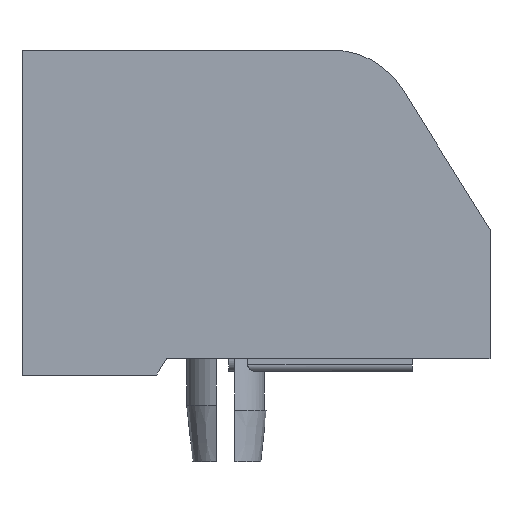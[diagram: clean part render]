
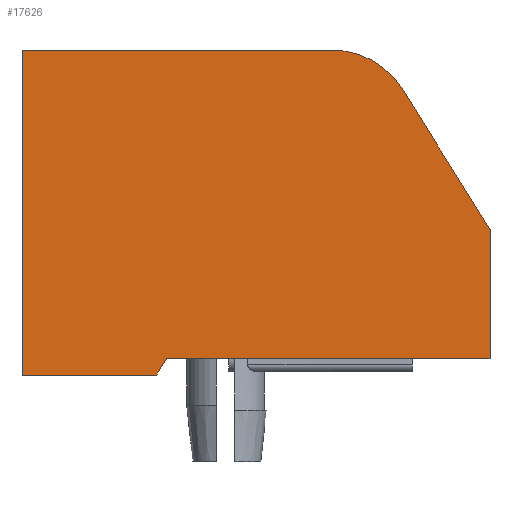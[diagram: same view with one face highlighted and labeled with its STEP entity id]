
A CAD part, front view. The second image highlights one B-rep face of the part: STEP entity #17626.
In plain terms, the highlighted planar face has unit normal (0, -1, 0).
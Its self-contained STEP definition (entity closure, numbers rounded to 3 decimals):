
#234 = PLANE('',#235);
#235 = AXIS2_PLACEMENT_3D('',#236,#237,#238);
#236 = CARTESIAN_POINT('',(-0.4,-6.605,-5.645));
#237 = DIRECTION('',(0.,0.,1.));
#238 = DIRECTION('',(1.,0.,-0.));
#617 = VERTEX_POINT('',#618);
#618 = CARTESIAN_POINT('',(-0.4,-6.605,-5.645));
#634 = PLANE('',#635);
#635 = AXIS2_PLACEMENT_3D('',#636,#637,#638);
#636 = CARTESIAN_POINT('',(-0.8,-6.605,-6.285));
#637 = DIRECTION('',(-0.848,0.,0.53));
#638 = DIRECTION('',(0.53,0.,0.848));
#1805 = PLANE('',#1806);
#1806 = AXIS2_PLACEMENT_3D('',#1807,#1808,#1809);
#1807 = CARTESIAN_POINT('',(12.1,-6.605,-5.645));
#1808 = DIRECTION('',(-1.,0.,0.));
#1809 = DIRECTION('',(0.,0.,1.));
#1902 = VERTEX_POINT('',#1903);
#1903 = CARTESIAN_POINT('',(12.1,-6.605,-5.645));
#1924 = EDGE_CURVE('',#617,#1902,#1925,.T.);
#1925 = SURFACE_CURVE('',#1926,(#1930,#1937),.PCURVE_S1.);
#1926 = LINE('',#1927,#1928);
#1927 = CARTESIAN_POINT('',(-0.4,-6.605,-5.645));
#1928 = VECTOR('',#1929,1.);
#1929 = DIRECTION('',(1.,0.,0.));
#1930 = PCURVE('',#234,#1931);
#1931 = DEFINITIONAL_REPRESENTATION('',(#1932),#1936);
#1932 = LINE('',#1933,#1934);
#1933 = CARTESIAN_POINT('',(0.,0.));
#1934 = VECTOR('',#1935,1.);
#1935 = DIRECTION('',(1.,0.));
#1936 = ( GEOMETRIC_REPRESENTATION_CONTEXT(2) 
PARAMETRIC_REPRESENTATION_CONTEXT() REPRESENTATION_CONTEXT('2D SPACE',''
  ) );
#1937 = PCURVE('',#1938,#1943);
#1938 = PLANE('',#1939);
#1939 = AXIS2_PLACEMENT_3D('',#1940,#1941,#1942);
#1940 = CARTESIAN_POINT('',(6.,-6.605,3.094));
#1941 = DIRECTION('',(0.,-1.,0.));
#1942 = DIRECTION('',(0.,0.,-1.));
#1943 = DEFINITIONAL_REPRESENTATION('',(#1944),#1948);
#1944 = LINE('',#1945,#1946);
#1945 = CARTESIAN_POINT('',(8.739,-6.4));
#1946 = VECTOR('',#1947,1.);
#1947 = DIRECTION('',(0.,1.));
#1948 = ( GEOMETRIC_REPRESENTATION_CONTEXT(2) 
PARAMETRIC_REPRESENTATION_CONTEXT() REPRESENTATION_CONTEXT('2D SPACE',''
  ) );
#2396 = PLANE('',#2397);
#2397 = AXIS2_PLACEMENT_3D('',#2398,#2399,#2400);
#2398 = CARTESIAN_POINT('',(-6.,-6.605,-6.285));
#2399 = DIRECTION('',(0.,0.,1.));
#2400 = DIRECTION('',(1.,0.,-0.));
#2442 = VERTEX_POINT('',#2443);
#2443 = CARTESIAN_POINT('',(-0.8,-6.605,-6.285));
#2464 = EDGE_CURVE('',#2465,#2442,#2467,.T.);
#2465 = VERTEX_POINT('',#2466);
#2466 = CARTESIAN_POINT('',(-6.,-6.605,-6.285));
#2467 = SURFACE_CURVE('',#2468,(#2472,#2479),.PCURVE_S1.);
#2468 = LINE('',#2469,#2470);
#2469 = CARTESIAN_POINT('',(-6.,-6.605,-6.285));
#2470 = VECTOR('',#2471,1.);
#2471 = DIRECTION('',(1.,0.,0.));
#2472 = PCURVE('',#2396,#2473);
#2473 = DEFINITIONAL_REPRESENTATION('',(#2474),#2478);
#2474 = LINE('',#2475,#2476);
#2475 = CARTESIAN_POINT('',(0.,0.));
#2476 = VECTOR('',#2477,1.);
#2477 = DIRECTION('',(1.,0.));
#2478 = ( GEOMETRIC_REPRESENTATION_CONTEXT(2) 
PARAMETRIC_REPRESENTATION_CONTEXT() REPRESENTATION_CONTEXT('2D SPACE',''
  ) );
#2479 = PCURVE('',#1938,#2480);
#2480 = DEFINITIONAL_REPRESENTATION('',(#2481),#2485);
#2481 = LINE('',#2482,#2483);
#2482 = CARTESIAN_POINT('',(9.379,-12.));
#2483 = VECTOR('',#2484,1.);
#2484 = DIRECTION('',(0.,1.));
#2485 = ( GEOMETRIC_REPRESENTATION_CONTEXT(2) 
PARAMETRIC_REPRESENTATION_CONTEXT() REPRESENTATION_CONTEXT('2D SPACE',''
  ) );
#2503 = PLANE('',#2504);
#2504 = AXIS2_PLACEMENT_3D('',#2505,#2506,#2507);
#2505 = CARTESIAN_POINT('',(-6.,-6.605,6.285));
#2506 = DIRECTION('',(1.,0.,0.));
#2507 = DIRECTION('',(0.,0.,-1.));
#2914 = EDGE_CURVE('',#2915,#2465,#2917,.T.);
#2915 = VERTEX_POINT('',#2916);
#2916 = CARTESIAN_POINT('',(-6.,-6.605,6.285));
#2917 = SURFACE_CURVE('',#2918,(#2922,#2929),.PCURVE_S1.);
#2918 = LINE('',#2919,#2920);
#2919 = CARTESIAN_POINT('',(-6.,-6.605,6.285));
#2920 = VECTOR('',#2921,1.);
#2921 = DIRECTION('',(0.,0.,-1.));
#2922 = PCURVE('',#2503,#2923);
#2923 = DEFINITIONAL_REPRESENTATION('',(#2924),#2928);
#2924 = LINE('',#2925,#2926);
#2925 = CARTESIAN_POINT('',(0.,0.));
#2926 = VECTOR('',#2927,1.);
#2927 = DIRECTION('',(1.,0.));
#2928 = ( GEOMETRIC_REPRESENTATION_CONTEXT(2) 
PARAMETRIC_REPRESENTATION_CONTEXT() REPRESENTATION_CONTEXT('2D SPACE',''
  ) );
#2929 = PCURVE('',#1938,#2930);
#2930 = DEFINITIONAL_REPRESENTATION('',(#2931),#2935);
#2931 = LINE('',#2932,#2933);
#2932 = CARTESIAN_POINT('',(-3.191,-12.));
#2933 = VECTOR('',#2934,1.);
#2934 = DIRECTION('',(1.,0.));
#2935 = ( GEOMETRIC_REPRESENTATION_CONTEXT(2) 
PARAMETRIC_REPRESENTATION_CONTEXT() REPRESENTATION_CONTEXT('2D SPACE',''
  ) );
#2951 = PLANE('',#2952);
#2952 = AXIS2_PLACEMENT_3D('',#2953,#2954,#2955);
#2953 = CARTESIAN_POINT('',(6.,-6.605,6.285));
#2954 = DIRECTION('',(0.,0.,-1.));
#2955 = DIRECTION('',(-1.,0.,0.));
#4260 = EDGE_CURVE('',#4261,#2915,#4263,.T.);
#4261 = VERTEX_POINT('',#4262);
#4262 = CARTESIAN_POINT('',(6.,-6.605,6.285));
#4263 = SURFACE_CURVE('',#4264,(#4268,#4275),.PCURVE_S1.);
#4264 = LINE('',#4265,#4266);
#4265 = CARTESIAN_POINT('',(6.,-6.605,6.285));
#4266 = VECTOR('',#4267,1.);
#4267 = DIRECTION('',(-1.,0.,0.));
#4268 = PCURVE('',#2951,#4269);
#4269 = DEFINITIONAL_REPRESENTATION('',(#4270),#4274);
#4270 = LINE('',#4271,#4272);
#4271 = CARTESIAN_POINT('',(0.,0.));
#4272 = VECTOR('',#4273,1.);
#4273 = DIRECTION('',(1.,0.));
#4274 = ( GEOMETRIC_REPRESENTATION_CONTEXT(2) 
PARAMETRIC_REPRESENTATION_CONTEXT() REPRESENTATION_CONTEXT('2D SPACE',''
  ) );
#4275 = PCURVE('',#1938,#4276);
#4276 = DEFINITIONAL_REPRESENTATION('',(#4277),#4281);
#4277 = LINE('',#4278,#4279);
#4278 = CARTESIAN_POINT('',(-3.191,0.));
#4279 = VECTOR('',#4280,1.);
#4280 = DIRECTION('',(0.,-1.));
#4281 = ( GEOMETRIC_REPRESENTATION_CONTEXT(2) 
PARAMETRIC_REPRESENTATION_CONTEXT() REPRESENTATION_CONTEXT('2D SPACE',''
  ) );
#4299 = CYLINDRICAL_SURFACE('',#4300,3.191);
#4300 = AXIS2_PLACEMENT_3D('',#4301,#4302,#4303);
#4301 = CARTESIAN_POINT('',(6.,-6.605,3.094));
#4302 = DIRECTION('',(-0.,-1.,-0.));
#4303 = DIRECTION('',(0.,0.,1.));
#16835 = PLANE('',#16836);
#16836 = AXIS2_PLACEMENT_3D('',#16837,#16838,#16839);
#16837 = CARTESIAN_POINT('',(12.1,-6.605,-0.645));
#16838 = DIRECTION('',(-0.848,0.,-0.53));
#16839 = DIRECTION('',(-0.53,0.,0.848));
#17626 = ADVANCED_FACE('',(#17627),#1938,.T.);
#17627 = FACE_BOUND('',#17628,.T.);
#17628 = EDGE_LOOP('',(#17629,#17630,#17631,#17632,#17653,#17654,#17677,
    #17700));
#17629 = ORIENTED_EDGE('',*,*,#4260,.T.);
#17630 = ORIENTED_EDGE('',*,*,#2914,.T.);
#17631 = ORIENTED_EDGE('',*,*,#2464,.T.);
#17632 = ORIENTED_EDGE('',*,*,#17633,.T.);
#17633 = EDGE_CURVE('',#2442,#617,#17634,.T.);
#17634 = SURFACE_CURVE('',#17635,(#17639,#17646),.PCURVE_S1.);
#17635 = LINE('',#17636,#17637);
#17636 = CARTESIAN_POINT('',(-0.8,-6.605,-6.285));
#17637 = VECTOR('',#17638,1.);
#17638 = DIRECTION('',(0.53,0.,0.848));
#17639 = PCURVE('',#1938,#17640);
#17640 = DEFINITIONAL_REPRESENTATION('',(#17641),#17645);
#17641 = LINE('',#17642,#17643);
#17642 = CARTESIAN_POINT('',(9.379,-6.8));
#17643 = VECTOR('',#17644,1.);
#17644 = DIRECTION('',(-0.848,0.53));
#17645 = ( GEOMETRIC_REPRESENTATION_CONTEXT(2) 
PARAMETRIC_REPRESENTATION_CONTEXT() REPRESENTATION_CONTEXT('2D SPACE',''
  ) );
#17646 = PCURVE('',#634,#17647);
#17647 = DEFINITIONAL_REPRESENTATION('',(#17648),#17652);
#17648 = LINE('',#17649,#17650);
#17649 = CARTESIAN_POINT('',(0.,0.));
#17650 = VECTOR('',#17651,1.);
#17651 = DIRECTION('',(1.,0.));
#17652 = ( GEOMETRIC_REPRESENTATION_CONTEXT(2) 
PARAMETRIC_REPRESENTATION_CONTEXT() REPRESENTATION_CONTEXT('2D SPACE',''
  ) );
#17653 = ORIENTED_EDGE('',*,*,#1924,.T.);
#17654 = ORIENTED_EDGE('',*,*,#17655,.T.);
#17655 = EDGE_CURVE('',#1902,#17656,#17658,.T.);
#17656 = VERTEX_POINT('',#17657);
#17657 = CARTESIAN_POINT('',(12.1,-6.605,-0.645));
#17658 = SURFACE_CURVE('',#17659,(#17663,#17670),.PCURVE_S1.);
#17659 = LINE('',#17660,#17661);
#17660 = CARTESIAN_POINT('',(12.1,-6.605,-5.645));
#17661 = VECTOR('',#17662,1.);
#17662 = DIRECTION('',(0.,0.,1.));
#17663 = PCURVE('',#1938,#17664);
#17664 = DEFINITIONAL_REPRESENTATION('',(#17665),#17669);
#17665 = LINE('',#17666,#17667);
#17666 = CARTESIAN_POINT('',(8.739,6.1));
#17667 = VECTOR('',#17668,1.);
#17668 = DIRECTION('',(-1.,0.));
#17669 = ( GEOMETRIC_REPRESENTATION_CONTEXT(2) 
PARAMETRIC_REPRESENTATION_CONTEXT() REPRESENTATION_CONTEXT('2D SPACE',''
  ) );
#17670 = PCURVE('',#1805,#17671);
#17671 = DEFINITIONAL_REPRESENTATION('',(#17672),#17676);
#17672 = LINE('',#17673,#17674);
#17673 = CARTESIAN_POINT('',(0.,0.));
#17674 = VECTOR('',#17675,1.);
#17675 = DIRECTION('',(1.,0.));
#17676 = ( GEOMETRIC_REPRESENTATION_CONTEXT(2) 
PARAMETRIC_REPRESENTATION_CONTEXT() REPRESENTATION_CONTEXT('2D SPACE',''
  ) );
#17677 = ORIENTED_EDGE('',*,*,#17678,.T.);
#17678 = EDGE_CURVE('',#17656,#17679,#17681,.T.);
#17679 = VERTEX_POINT('',#17680);
#17680 = CARTESIAN_POINT('',(8.706,-6.605,4.785));
#17681 = SURFACE_CURVE('',#17682,(#17686,#17693),.PCURVE_S1.);
#17682 = LINE('',#17683,#17684);
#17683 = CARTESIAN_POINT('',(12.1,-6.605,-0.645));
#17684 = VECTOR('',#17685,1.);
#17685 = DIRECTION('',(-0.53,0.,0.848));
#17686 = PCURVE('',#1938,#17687);
#17687 = DEFINITIONAL_REPRESENTATION('',(#17688),#17692);
#17688 = LINE('',#17689,#17690);
#17689 = CARTESIAN_POINT('',(3.739,6.1));
#17690 = VECTOR('',#17691,1.);
#17691 = DIRECTION('',(-0.848,-0.53));
#17692 = ( GEOMETRIC_REPRESENTATION_CONTEXT(2) 
PARAMETRIC_REPRESENTATION_CONTEXT() REPRESENTATION_CONTEXT('2D SPACE',''
  ) );
#17693 = PCURVE('',#16835,#17694);
#17694 = DEFINITIONAL_REPRESENTATION('',(#17695),#17699);
#17695 = LINE('',#17696,#17697);
#17696 = CARTESIAN_POINT('',(0.,0.));
#17697 = VECTOR('',#17698,1.);
#17698 = DIRECTION('',(1.,0.));
#17699 = ( GEOMETRIC_REPRESENTATION_CONTEXT(2) 
PARAMETRIC_REPRESENTATION_CONTEXT() REPRESENTATION_CONTEXT('2D SPACE',''
  ) );
#17700 = ORIENTED_EDGE('',*,*,#17701,.T.);
#17701 = EDGE_CURVE('',#17679,#4261,#17702,.T.);
#17702 = SURFACE_CURVE('',#17703,(#17708,#17715),.PCURVE_S1.);
#17703 = CIRCLE('',#17704,3.191);
#17704 = AXIS2_PLACEMENT_3D('',#17705,#17706,#17707);
#17705 = CARTESIAN_POINT('',(6.,-6.605,3.094));
#17706 = DIRECTION('',(0.,-1.,0.));
#17707 = DIRECTION('',(1.,0.,0.));
#17708 = PCURVE('',#1938,#17709);
#17709 = DEFINITIONAL_REPRESENTATION('',(#17710),#17714);
#17710 = CIRCLE('',#17711,3.191);
#17711 = AXIS2_PLACEMENT_2D('',#17712,#17713);
#17712 = CARTESIAN_POINT('',(0.,0.));
#17713 = DIRECTION('',(0.,1.));
#17714 = ( GEOMETRIC_REPRESENTATION_CONTEXT(2) 
PARAMETRIC_REPRESENTATION_CONTEXT() REPRESENTATION_CONTEXT('2D SPACE',''
  ) );
#17715 = PCURVE('',#4299,#17716);
#17716 = DEFINITIONAL_REPRESENTATION('',(#17717),#17721);
#17717 = LINE('',#17718,#17719);
#17718 = CARTESIAN_POINT('',(4.712,0.));
#17719 = VECTOR('',#17720,1.);
#17720 = DIRECTION('',(1.,0.));
#17721 = ( GEOMETRIC_REPRESENTATION_CONTEXT(2) 
PARAMETRIC_REPRESENTATION_CONTEXT() REPRESENTATION_CONTEXT('2D SPACE',''
  ) );
